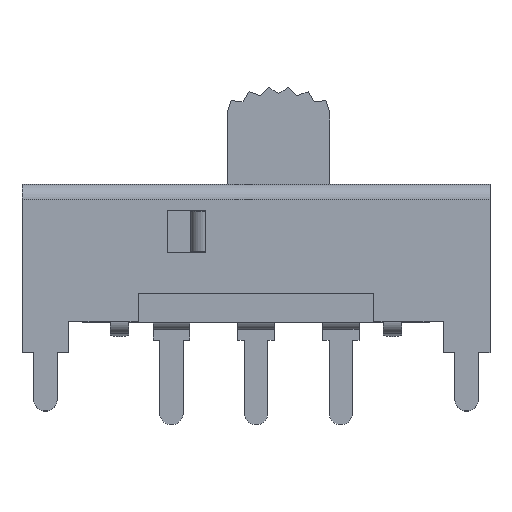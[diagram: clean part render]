
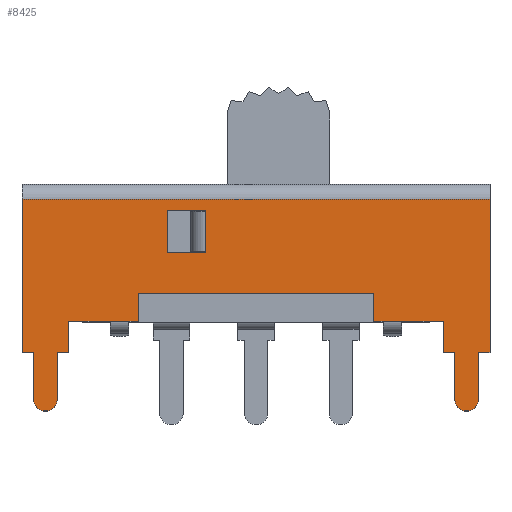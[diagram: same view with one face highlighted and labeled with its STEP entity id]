
A CAD part, top view. The second image highlights one B-rep face of the part: STEP entity #8425.
In plain terms, the highlighted planar face has unit normal (0, 0, 1).
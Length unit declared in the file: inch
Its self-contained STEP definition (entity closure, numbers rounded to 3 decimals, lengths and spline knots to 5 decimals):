
#51=FACE_BOUND('',#1078,.T.);
#330=CIRCLE('',#9008,0.025);
#331=CIRCLE('',#9009,0.025);
#655=FACE_OUTER_BOUND('',#1077,.T.);
#1077=EDGE_LOOP('',(#6909,#6910,#6911,#6912,#6913,#6914,#6915,#6916,#6917,
#6918,#6919,#6920,#6921,#6922,#6923,#6924,#6925,#6926,#6927,#6928,#6929,
#6930,#6931,#6932));
#1078=EDGE_LOOP('',(#6933,#6934,#6935,#6936,#6937,#6938));
#1973=LINE('',#13241,#2948);
#1978=LINE('',#13252,#2953);
#1980=LINE('',#13256,#2955);
#1981=LINE('',#13258,#2956);
#1982=LINE('',#13260,#2957);
#1983=LINE('',#13264,#2958);
#1984=LINE('',#13266,#2959);
#1985=LINE('',#13268,#2960);
#1986=LINE('',#13269,#2961);
#1987=LINE('',#13271,#2962);
#1988=LINE('',#13273,#2963);
#1989=LINE('',#13275,#2964);
#1990=LINE('',#13277,#2965);
#1991=LINE('',#13279,#2966);
#1992=LINE('',#13281,#2967);
#1993=LINE('',#13282,#2968);
#1994=LINE('',#13284,#2969);
#1995=LINE('',#13286,#2970);
#1996=LINE('',#13288,#2971);
#1997=LINE('',#13290,#2972);
#1998=LINE('',#13294,#2973);
#1999=LINE('',#13295,#2974);
#2000=LINE('',#13298,#2975);
#2001=LINE('',#13300,#2976);
#2002=LINE('',#13302,#2977);
#2003=LINE('',#13304,#2978);
#2004=LINE('',#13306,#2979);
#2005=LINE('',#13307,#2980);
#2948=VECTOR('',#10852,0.3937);
#2953=VECTOR('',#10861,0.3937);
#2955=VECTOR('',#10865,0.3937);
#2956=VECTOR('',#10866,0.3937);
#2957=VECTOR('',#10867,0.3937);
#2958=VECTOR('',#10870,0.3937);
#2959=VECTOR('',#10871,0.3937);
#2960=VECTOR('',#10872,0.3937);
#2961=VECTOR('',#10873,0.3937);
#2962=VECTOR('',#10874,0.3937);
#2963=VECTOR('',#10875,0.3937);
#2964=VECTOR('',#10876,0.3937);
#2965=VECTOR('',#10877,0.3937);
#2966=VECTOR('',#10878,0.3937);
#2967=VECTOR('',#10879,0.3937);
#2968=VECTOR('',#10880,0.3937);
#2969=VECTOR('',#10881,0.3937);
#2970=VECTOR('',#10882,0.3937);
#2971=VECTOR('',#10883,0.3937);
#2972=VECTOR('',#10884,0.3937);
#2973=VECTOR('',#10887,0.3937);
#2974=VECTOR('',#10888,0.3937);
#2975=VECTOR('',#10889,0.3937);
#2976=VECTOR('',#10890,0.3937);
#2977=VECTOR('',#10891,0.3937);
#2978=VECTOR('',#10892,0.3937);
#2979=VECTOR('',#10893,0.3937);
#2980=VECTOR('',#10894,0.3937);
#3616=VERTEX_POINT('',#12746);
#3624=VERTEX_POINT('',#12766);
#3788=VERTEX_POINT('',#13238);
#3789=VERTEX_POINT('',#13240);
#3793=VERTEX_POINT('',#13250);
#3794=VERTEX_POINT('',#13255);
#3795=VERTEX_POINT('',#13257);
#3796=VERTEX_POINT('',#13259);
#3797=VERTEX_POINT('',#13261);
#3798=VERTEX_POINT('',#13263);
#3799=VERTEX_POINT('',#13265);
#3800=VERTEX_POINT('',#13267);
#3801=VERTEX_POINT('',#13270);
#3802=VERTEX_POINT('',#13272);
#3803=VERTEX_POINT('',#13274);
#3804=VERTEX_POINT('',#13276);
#3805=VERTEX_POINT('',#13278);
#3806=VERTEX_POINT('',#13280);
#3807=VERTEX_POINT('',#13283);
#3808=VERTEX_POINT('',#13285);
#3809=VERTEX_POINT('',#13287);
#3810=VERTEX_POINT('',#13289);
#3811=VERTEX_POINT('',#13291);
#3812=VERTEX_POINT('',#13293);
#3813=VERTEX_POINT('',#13296);
#3814=VERTEX_POINT('',#13297);
#3815=VERTEX_POINT('',#13299);
#3816=VERTEX_POINT('',#13301);
#3817=VERTEX_POINT('',#13303);
#3818=VERTEX_POINT('',#13305);
#4868=EDGE_CURVE('',#3789,#3788,#1973,.T.);
#4874=EDGE_CURVE('',#3793,#3788,#1978,.T.);
#4876=EDGE_CURVE('',#3793,#3794,#1980,.T.);
#4877=EDGE_CURVE('',#3794,#3795,#1981,.T.);
#4878=EDGE_CURVE('',#3795,#3796,#1982,.T.);
#4879=EDGE_CURVE('',#3797,#3796,#330,.T.);
#4880=EDGE_CURVE('',#3797,#3798,#1983,.T.);
#4881=EDGE_CURVE('',#3798,#3799,#1984,.T.);
#4882=EDGE_CURVE('',#3799,#3800,#1985,.T.);
#4883=EDGE_CURVE('',#3800,#3616,#1986,.T.);
#4884=EDGE_CURVE('',#3801,#3616,#1987,.T.);
#4885=EDGE_CURVE('',#3801,#3802,#1988,.T.);
#4886=EDGE_CURVE('',#3802,#3803,#1989,.T.);
#4887=EDGE_CURVE('',#3803,#3804,#1990,.T.);
#4888=EDGE_CURVE('',#3804,#3805,#1991,.T.);
#4889=EDGE_CURVE('',#3805,#3806,#1992,.T.);
#4890=EDGE_CURVE('',#3624,#3806,#1993,.T.);
#4891=EDGE_CURVE('',#3624,#3807,#1994,.T.);
#4892=EDGE_CURVE('',#3807,#3808,#1995,.T.);
#4893=EDGE_CURVE('',#3808,#3809,#1996,.T.);
#4894=EDGE_CURVE('',#3809,#3810,#1997,.T.);
#4895=EDGE_CURVE('',#3811,#3810,#331,.T.);
#4896=EDGE_CURVE('',#3811,#3812,#1998,.T.);
#4897=EDGE_CURVE('',#3812,#3789,#1999,.T.);
#4898=EDGE_CURVE('',#3813,#3814,#2000,.T.);
#4899=EDGE_CURVE('',#3813,#3815,#2001,.T.);
#4900=EDGE_CURVE('',#3815,#3816,#2002,.T.);
#4901=EDGE_CURVE('',#3816,#3817,#2003,.T.);
#4902=EDGE_CURVE('',#3817,#3818,#2004,.T.);
#4903=EDGE_CURVE('',#3818,#3814,#2005,.T.);
#6909=ORIENTED_EDGE('',*,*,#4874,.F.);
#6910=ORIENTED_EDGE('',*,*,#4876,.T.);
#6911=ORIENTED_EDGE('',*,*,#4877,.T.);
#6912=ORIENTED_EDGE('',*,*,#4878,.T.);
#6913=ORIENTED_EDGE('',*,*,#4879,.F.);
#6914=ORIENTED_EDGE('',*,*,#4880,.T.);
#6915=ORIENTED_EDGE('',*,*,#4881,.T.);
#6916=ORIENTED_EDGE('',*,*,#4882,.T.);
#6917=ORIENTED_EDGE('',*,*,#4883,.T.);
#6918=ORIENTED_EDGE('',*,*,#4884,.F.);
#6919=ORIENTED_EDGE('',*,*,#4885,.T.);
#6920=ORIENTED_EDGE('',*,*,#4886,.T.);
#6921=ORIENTED_EDGE('',*,*,#4887,.T.);
#6922=ORIENTED_EDGE('',*,*,#4888,.T.);
#6923=ORIENTED_EDGE('',*,*,#4889,.T.);
#6924=ORIENTED_EDGE('',*,*,#4890,.F.);
#6925=ORIENTED_EDGE('',*,*,#4891,.T.);
#6926=ORIENTED_EDGE('',*,*,#4892,.T.);
#6927=ORIENTED_EDGE('',*,*,#4893,.T.);
#6928=ORIENTED_EDGE('',*,*,#4894,.T.);
#6929=ORIENTED_EDGE('',*,*,#4895,.F.);
#6930=ORIENTED_EDGE('',*,*,#4896,.T.);
#6931=ORIENTED_EDGE('',*,*,#4897,.T.);
#6932=ORIENTED_EDGE('',*,*,#4868,.T.);
#6933=ORIENTED_EDGE('',*,*,#4898,.F.);
#6934=ORIENTED_EDGE('',*,*,#4899,.T.);
#6935=ORIENTED_EDGE('',*,*,#4900,.T.);
#6936=ORIENTED_EDGE('',*,*,#4901,.T.);
#6937=ORIENTED_EDGE('',*,*,#4902,.T.);
#6938=ORIENTED_EDGE('',*,*,#4903,.T.);
#7672=PLANE('',#9007);
#8425=ADVANCED_FACE('',(#655,#51),#7672,.T.);
#9007=AXIS2_PLACEMENT_3D('',#13254,#10863,#10864);
#9008=AXIS2_PLACEMENT_3D('',#13262,#10868,#10869);
#9009=AXIS2_PLACEMENT_3D('',#13292,#10885,#10886);
#10852=DIRECTION('',(0.,1.,0.));
#10861=DIRECTION('',(1.,0.,0.));
#10863=DIRECTION('center_axis',(0.,0.,1.));
#10864=DIRECTION('ref_axis',(1.,0.,0.));
#10865=DIRECTION('',(0.,-1.,0.));
#10866=DIRECTION('',(1.,0.,0.));
#10867=DIRECTION('',(0.,-1.,0.));
#10868=DIRECTION('center_axis',(0.,0.,-1.));
#10869=DIRECTION('ref_axis',(-0.707,-0.707,0.));
#10870=DIRECTION('',(0.,1.,0.));
#10871=DIRECTION('',(1.,0.,0.));
#10872=DIRECTION('',(0.,1.,0.));
#10873=DIRECTION('',(1.,0.,0.));
#10874=DIRECTION('',(-1.,0.,0.));
#10875=DIRECTION('',(1.,0.,0.));
#10876=DIRECTION('',(0.,1.,0.));
#10877=DIRECTION('',(1.,0.,0.));
#10878=DIRECTION('',(0.,-1.,0.));
#10879=DIRECTION('',(1.,0.,0.));
#10880=DIRECTION('',(-1.,0.,0.));
#10881=DIRECTION('',(1.,0.,0.));
#10882=DIRECTION('',(0.,-1.,0.));
#10883=DIRECTION('',(1.,0.,0.));
#10884=DIRECTION('',(0.,-1.,0.));
#10885=DIRECTION('center_axis',(0.,0.,-1.));
#10886=DIRECTION('ref_axis',(-0.707,-0.707,0.));
#10887=DIRECTION('',(0.,1.,0.));
#10888=DIRECTION('',(1.,0.,0.));
#10889=DIRECTION('',(0.,1.,0.));
#10890=DIRECTION('',(0.,-1.,0.));
#10891=DIRECTION('',(-1.,0.,0.));
#10892=DIRECTION('',(0.,1.,0.));
#10893=DIRECTION('',(1.,0.,0.));
#10894=DIRECTION('',(0.,-1.,0.));
#12746=CARTESIAN_POINT('',(-0.3115,-0.05,0.202));
#12766=CARTESIAN_POINT('',(0.3115,-0.05,0.202));
#13238=CARTESIAN_POINT('',(0.5,0.21,0.202));
#13240=CARTESIAN_POINT('',(0.5,-0.117,0.202));
#13241=CARTESIAN_POINT('',(0.5,0.242,0.202));
#13250=CARTESIAN_POINT('',(-0.5,0.21,0.202));
#13252=CARTESIAN_POINT('',(0.,0.21,0.202));
#13254=CARTESIAN_POINT('Origin',(0.,-0.242,0.202));
#13255=CARTESIAN_POINT('',(-0.5,-0.117,0.202));
#13256=CARTESIAN_POINT('',(-0.5,0.242,0.202));
#13257=CARTESIAN_POINT('',(-0.475,-0.117,0.202));
#13258=CARTESIAN_POINT('',(-0.2375,-0.117,0.202));
#13259=CARTESIAN_POINT('',(-0.475,-0.217,0.202));
#13260=CARTESIAN_POINT('',(-0.475,-0.242,0.202));
#13261=CARTESIAN_POINT('',(-0.425,-0.217,0.202));
#13262=CARTESIAN_POINT('Origin',(-0.45,-0.217,0.202));
#13263=CARTESIAN_POINT('',(-0.425,-0.117,0.202));
#13264=CARTESIAN_POINT('',(-0.425,-0.1795,0.202));
#13265=CARTESIAN_POINT('',(-0.4,-0.117,0.202));
#13266=CARTESIAN_POINT('',(-0.2,-0.117,0.202));
#13267=CARTESIAN_POINT('',(-0.4,-0.05,0.202));
#13268=CARTESIAN_POINT('',(-0.4,-0.146,0.202));
#13269=CARTESIAN_POINT('',(-0.15575,-0.05,0.202));
#13270=CARTESIAN_POINT('',(-0.2715,-0.05,0.202));
#13271=CARTESIAN_POINT('',(0.,-0.05,0.202));
#13272=CARTESIAN_POINT('',(-0.2515,-0.05,0.202));
#13273=CARTESIAN_POINT('',(-0.12575,-0.05,0.202));
#13274=CARTESIAN_POINT('',(-0.2515,0.01,0.202));
#13275=CARTESIAN_POINT('',(-0.2515,-0.116,0.202));
#13276=CARTESIAN_POINT('',(0.2515,0.01,0.202));
#13277=CARTESIAN_POINT('',(0.12575,0.01,0.202));
#13278=CARTESIAN_POINT('',(0.2515,-0.05,0.202));
#13279=CARTESIAN_POINT('',(0.2515,-0.146,0.202));
#13280=CARTESIAN_POINT('',(0.2715,-0.05,0.202));
#13281=CARTESIAN_POINT('',(0.13575,-0.05,0.202));
#13282=CARTESIAN_POINT('',(0.,-0.05,0.202));
#13283=CARTESIAN_POINT('',(0.4,-0.05,0.202));
#13284=CARTESIAN_POINT('',(0.2,-0.05,0.202));
#13285=CARTESIAN_POINT('',(0.4,-0.117,0.202));
#13286=CARTESIAN_POINT('',(0.4,-0.1795,0.202));
#13287=CARTESIAN_POINT('',(0.425,-0.117,0.202));
#13288=CARTESIAN_POINT('',(0.2125,-0.117,0.202));
#13289=CARTESIAN_POINT('',(0.425,-0.217,0.202));
#13290=CARTESIAN_POINT('',(0.425,-0.242,0.202));
#13291=CARTESIAN_POINT('',(0.475,-0.217,0.202));
#13292=CARTESIAN_POINT('Origin',(0.45,-0.217,0.202));
#13293=CARTESIAN_POINT('',(0.475,-0.117,0.202));
#13294=CARTESIAN_POINT('',(0.475,-0.1795,0.202));
#13295=CARTESIAN_POINT('',(0.25,-0.117,0.202));
#13296=CARTESIAN_POINT('',(-0.107,0.099,0.202));
#13297=CARTESIAN_POINT('',(-0.107,0.185,0.202));
#13298=CARTESIAN_POINT('',(-0.107,-0.121,0.202));
#13299=CARTESIAN_POINT('',(-0.107,0.097,0.202));
#13300=CARTESIAN_POINT('',(-0.107,-0.0715,0.202));
#13301=CARTESIAN_POINT('',(-0.19,0.097,0.202));
#13302=CARTESIAN_POINT('',(-0.0535,0.097,0.202));
#13303=CARTESIAN_POINT('',(-0.19,0.187,0.202));
#13304=CARTESIAN_POINT('',(-0.19,-0.0725,0.202));
#13305=CARTESIAN_POINT('',(-0.107,0.187,0.202));
#13306=CARTESIAN_POINT('',(-0.095,0.187,0.202));
#13307=CARTESIAN_POINT('',(-0.107,-0.0275,0.202));
